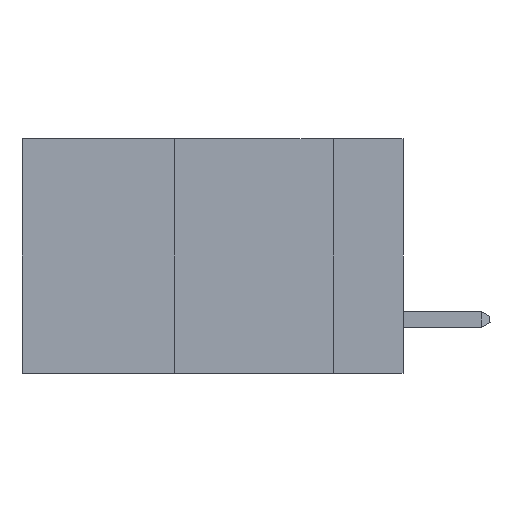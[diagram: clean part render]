
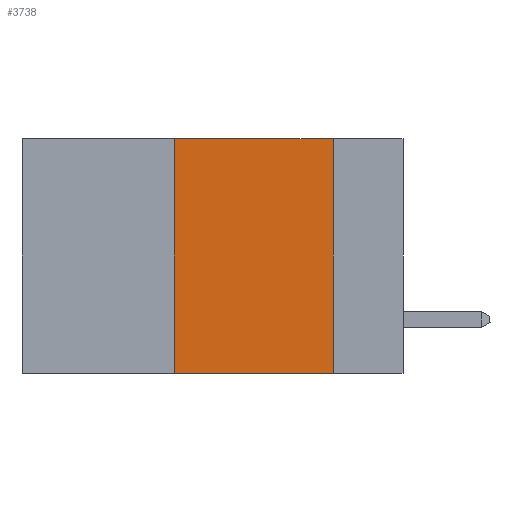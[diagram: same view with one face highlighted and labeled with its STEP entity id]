
A CAD part, left-side view. The second image highlights one B-rep face of the part: STEP entity #3738.
In plain terms, the highlighted planar face has unit normal (-1, 0, 0).
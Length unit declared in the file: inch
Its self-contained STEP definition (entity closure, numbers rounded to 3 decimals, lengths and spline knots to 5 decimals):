
#483 = LINE ( 'NONE', #12731, #26715 ) ;
#1264 = VECTOR ( 'NONE', #24791, 39.37008 ) ;
#2257 = DIRECTION ( 'NONE',  ( 0., 0., 1. ) ) ;
#2425 = DIRECTION ( 'NONE',  ( 0., -1., 0. ) ) ;
#2724 = CARTESIAN_POINT ( 'NONE',  ( 0., 0.11, 0. ) ) ;
#3738 = ADVANCED_FACE ( 'NONE', ( #7575 ), #11539, .F. ) ;
#4032 = CARTESIAN_POINT ( 'NONE',  ( 0., 0.6, -0.37 ) ) ;
#4212 = CARTESIAN_POINT ( 'NONE',  ( 0., 0.6, 0. ) ) ;
#4794 = VECTOR ( 'NONE', #2425, 39.37008 ) ;
#5699 = ORIENTED_EDGE ( 'NONE', *, *, #10593, .F. ) ;
#6236 = ORIENTED_EDGE ( 'NONE', *, *, #6340, .T. ) ;
#6340 = EDGE_CURVE ( 'NONE', #7760, #9994, #17467, .T. ) ;
#7575 = FACE_OUTER_BOUND ( 'NONE', #21973, .T. ) ;
#7760 = VERTEX_POINT ( 'NONE', #23446 ) ;
#8591 = EDGE_CURVE ( 'NONE', #15076, #9994, #483, .T. ) ;
#9994 = VERTEX_POINT ( 'NONE', #12041 ) ;
#10593 = EDGE_CURVE ( 'NONE', #7760, #16549, #24705, .T. ) ;
#11539 = PLANE ( 'NONE',  #18530 ) ;
#11613 = LINE ( 'NONE', #4212, #4794 ) ;
#12041 = CARTESIAN_POINT ( 'NONE',  ( 0., 0.11, -0.37 ) ) ;
#12731 = CARTESIAN_POINT ( 'NONE',  ( 0., 0.11, 0. ) ) ;
#14828 = DIRECTION ( 'NONE',  ( 0., 0., -1. ) ) ;
#15076 = VERTEX_POINT ( 'NONE', #2724 ) ;
#15930 = DIRECTION ( 'NONE',  ( 1., 0., 0. ) ) ;
#16549 = VERTEX_POINT ( 'NONE', #23293 ) ;
#17467 = LINE ( 'NONE', #4032, #1264 ) ;
#18530 = AXIS2_PLACEMENT_3D ( 'NONE', #26108, #15930, #26024 ) ;
#20823 = VECTOR ( 'NONE', #2257, 39.37008 ) ;
#21973 = EDGE_LOOP ( 'NONE', ( #22845, #26363, #5699, #6236 ) ) ;
#22845 = ORIENTED_EDGE ( 'NONE', *, *, #8591, .F. ) ;
#23293 = CARTESIAN_POINT ( 'NONE',  ( 0., 0.36, 0. ) ) ;
#23446 = CARTESIAN_POINT ( 'NONE',  ( 0., 0.36, -0.37 ) ) ;
#23622 = EDGE_CURVE ( 'NONE', #16549, #15076, #11613, .T. ) ;
#24555 = CARTESIAN_POINT ( 'NONE',  ( 0., 0.36, 0. ) ) ;
#24705 = LINE ( 'NONE', #24555, #20823 ) ;
#24791 = DIRECTION ( 'NONE',  ( 0., -1., 0. ) ) ;
#26024 = DIRECTION ( 'NONE',  ( 0., 0., -1. ) ) ;
#26108 = CARTESIAN_POINT ( 'NONE',  ( 0., 0.6, 0. ) ) ;
#26363 = ORIENTED_EDGE ( 'NONE', *, *, #23622, .F. ) ;
#26715 = VECTOR ( 'NONE', #14828, 39.37008 ) ;
